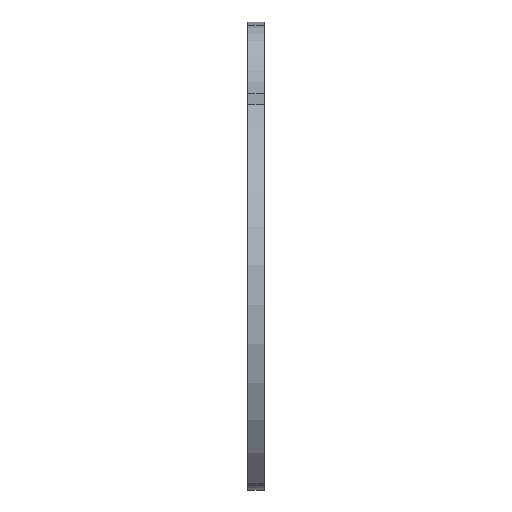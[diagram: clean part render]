
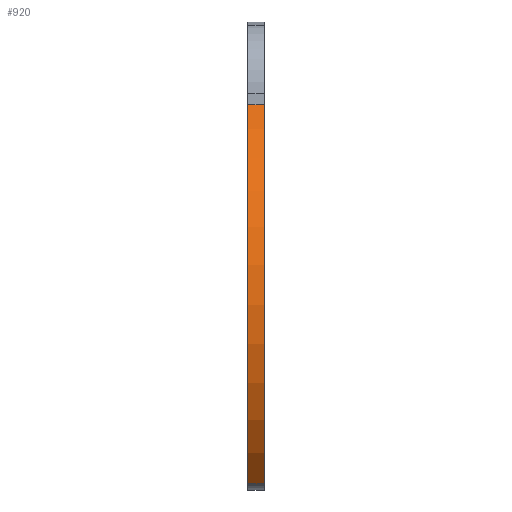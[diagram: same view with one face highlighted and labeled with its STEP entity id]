
A CAD part, left-side view. The second image highlights one B-rep face of the part: STEP entity #920.
In plain terms, the highlighted cylindrical face has radius 61.18 mm (diameter 122.36 mm), a partial arc.
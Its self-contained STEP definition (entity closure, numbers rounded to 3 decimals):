
#64=FACE_OUTER_BOUND('',#111,.T.);
#111=EDGE_LOOP('',(#632,#633,#634,#635));
#189=LINE('',#1434,#258);
#190=LINE('',#1437,#259);
#258=VECTOR('',#1140,10.);
#259=VECTOR('',#1143,10.);
#331=CIRCLE('',#1001,61.18);
#332=CIRCLE('',#1002,61.18);
#399=VERTEX_POINT('',#1430);
#400=VERTEX_POINT('',#1431);
#401=VERTEX_POINT('',#1433);
#402=VERTEX_POINT('',#1435);
#493=EDGE_CURVE('',#399,#400,#331,.T.);
#494=EDGE_CURVE('',#401,#399,#189,.T.);
#495=EDGE_CURVE('',#402,#401,#332,.T.);
#496=EDGE_CURVE('',#402,#400,#190,.T.);
#632=ORIENTED_EDGE('',*,*,#493,.F.);
#633=ORIENTED_EDGE('',*,*,#494,.F.);
#634=ORIENTED_EDGE('',*,*,#495,.F.);
#635=ORIENTED_EDGE('',*,*,#496,.T.);
#887=CYLINDRICAL_SURFACE('',#1000,61.18);
#920=ADVANCED_FACE('',(#64),#887,.T.);
#1000=AXIS2_PLACEMENT_3D('',#1429,#1136,#1137);
#1001=AXIS2_PLACEMENT_3D('',#1432,#1138,#1139);
#1002=AXIS2_PLACEMENT_3D('',#1436,#1141,#1142);
#1136=DIRECTION('center_axis',(0.,-1.,0.));
#1137=DIRECTION('ref_axis',(0.707,0.,0.707));
#1138=DIRECTION('center_axis',(0.,-1.,0.));
#1139=DIRECTION('ref_axis',(0.707,0.,0.707));
#1140=DIRECTION('',(0.,-1.,0.));
#1141=DIRECTION('center_axis',(0.,1.,0.));
#1142=DIRECTION('ref_axis',(0.707,0.,0.707));
#1143=DIRECTION('',(0.,-1.,0.));
#1429=CARTESIAN_POINT('Origin',(-33.195,3.005,9.552));
#1430=CARTESIAN_POINT('',(-66.659,-0.995,60.769));
#1431=CARTESIAN_POINT('',(-76.457,-0.995,-33.708));
#1432=CARTESIAN_POINT('Origin',(-33.195,-0.995,9.552));
#1433=CARTESIAN_POINT('',(-66.659,3.005,60.769));
#1434=CARTESIAN_POINT('',(-66.659,3.005,60.769));
#1435=CARTESIAN_POINT('',(-76.457,3.005,-33.708));
#1436=CARTESIAN_POINT('Origin',(-33.195,3.005,9.552));
#1437=CARTESIAN_POINT('',(-76.457,3.005,-33.708));
